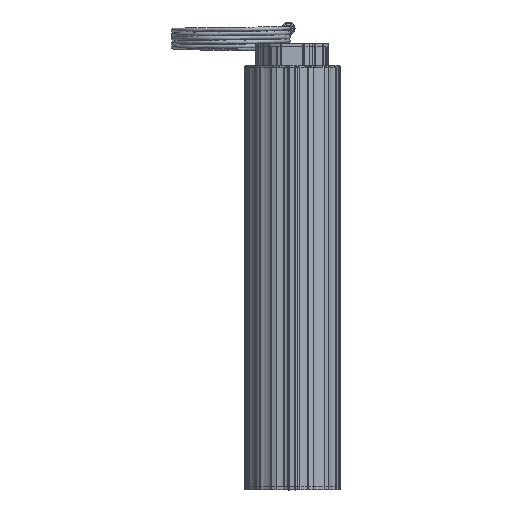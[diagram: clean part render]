
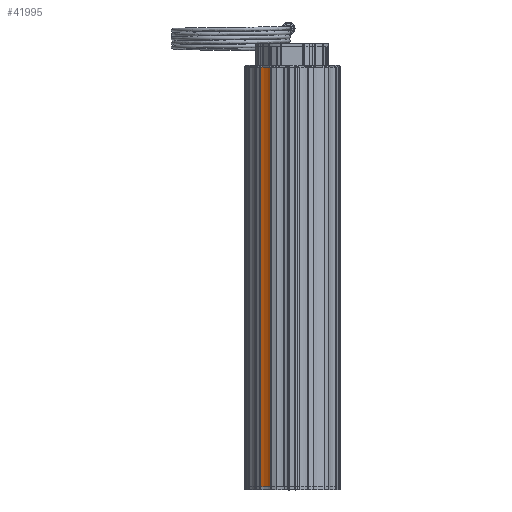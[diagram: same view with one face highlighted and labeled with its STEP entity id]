
A CAD part, top view. The second image highlights one B-rep face of the part: STEP entity #41995.
In plain terms, the highlighted cylindrical face has radius 33.332 mm (diameter 66.665 mm), a partial arc.
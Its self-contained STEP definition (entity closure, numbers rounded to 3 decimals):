
#917 = CARTESIAN_POINT ( 'NONE',  ( 54.546, -31.39, -545.5 ) ) ;
#918 = DIRECTION ( 'NONE',  ( 1., 0., 0. ) ) ;
#919 = DIRECTION ( 'NONE',  ( 0., 0., 1. ) ) ;
#920 = CARTESIAN_POINT ( 'NONE',  ( 87.521, -36.252, -545.5 ) ) ;
#921 = AXIS2_PLACEMENT_3D ( 'NONE', #920, #919, #918 ) ;
#922 = CIRCLE ( 'NONE', #921, 33.332 ) ;
#923 = CARTESIAN_POINT ( 'NONE',  ( 60.765, -16.374, -545.5 ) ) ;
#2562 = CARTESIAN_POINT ( 'NONE',  ( 60.765, -16.374, 0. ) ) ;
#2563 = DIRECTION ( 'NONE',  ( 1., 0., 0. ) ) ;
#2564 = DIRECTION ( 'NONE',  ( 0., 0., 1. ) ) ;
#2565 = CARTESIAN_POINT ( 'NONE',  ( 87.521, -36.252, 0. ) ) ;
#2566 = AXIS2_PLACEMENT_3D ( 'NONE', #2565, #2564, #2563 ) ;
#2567 = CIRCLE ( 'NONE', #2566, 33.332 ) ;
#2568 = CARTESIAN_POINT ( 'NONE',  ( 54.546, -31.39, 0. ) ) ;
#4934 = DIRECTION ( 'NONE',  ( 0., 0., -1. ) ) ;
#4935 = VECTOR ( 'NONE', #4934, 1000. ) ;
#4936 = CARTESIAN_POINT ( 'NONE',  ( 60.765, -16.374, 0. ) ) ;
#4937 = DIRECTION ( 'NONE',  ( -1., 0., 0. ) ) ;
#4938 = DIRECTION ( 'NONE',  ( 0., 0., -1. ) ) ;
#4939 = CARTESIAN_POINT ( 'NONE',  ( 87.521, -36.252, 0. ) ) ;
#4940 = AXIS2_PLACEMENT_3D ( 'NONE', #4939, #4938, #4937 ) ;
#4941 = CYLINDRICAL_SURFACE ( 'NONE', #4940, 33.332 ) ;
#4942 = LINE ( 'NONE', #4936, #4935 ) ;
#4943 = FACE_OUTER_BOUND ( 'NONE', #41998, .T. ) ;
#4968 = DIRECTION ( 'NONE',  ( 0., 0., -1. ) ) ;
#4969 = VECTOR ( 'NONE', #4968, 1000. ) ;
#4970 = CARTESIAN_POINT ( 'NONE',  ( 54.546, -31.39, 0. ) ) ;
#4976 = LINE ( 'NONE', #4970, #4969 ) ;
#37540 = VERTEX_POINT ( 'NONE', #923 ) ;
#37545 = EDGE_CURVE ( 'NONE', #37540, #37546, #922, .T. ) ;
#37546 = VERTEX_POINT ( 'NONE', #917 ) ;
#39077 = VERTEX_POINT ( 'NONE', #2568 ) ;
#39082 = EDGE_CURVE ( 'NONE', #39083, #39077, #2567, .T. ) ;
#39083 = VERTEX_POINT ( 'NONE', #2562 ) ;
#41995 = ADVANCED_FACE ( 'NONE', ( #4943 ), #4941, .F. ) ;
#41998 = EDGE_LOOP ( 'NONE', ( #41999, #42000, #42002, #42004 ) ) ;
#41999 = ORIENTED_EDGE ( 'NONE', *, *, #37545, .F. ) ;
#42000 = ORIENTED_EDGE ( 'NONE', *, *, #42001, .F. ) ;
#42001 = EDGE_CURVE ( 'NONE', #39083, #37540, #4942, .T. ) ;
#42002 = ORIENTED_EDGE ( 'NONE', *, *, #39082, .T. ) ;
#42004 = ORIENTED_EDGE ( 'NONE', *, *, #42032, .T. ) ;
#42032 = EDGE_CURVE ( 'NONE', #39077, #37546, #4976, .T. ) ;
